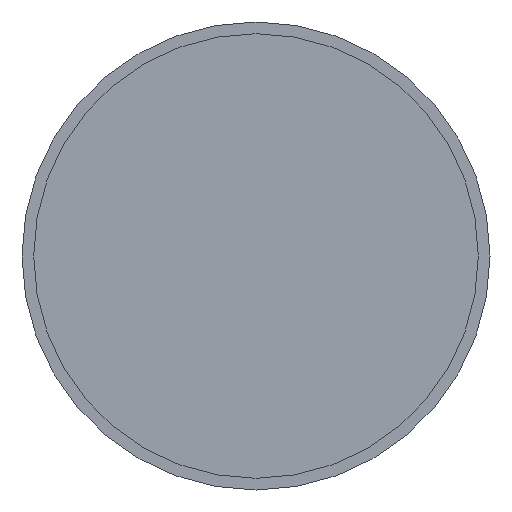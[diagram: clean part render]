
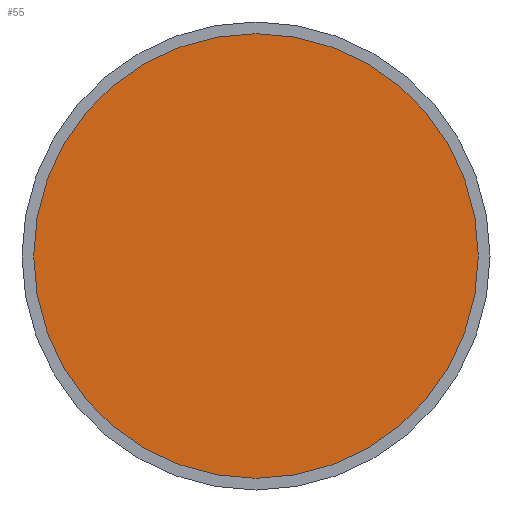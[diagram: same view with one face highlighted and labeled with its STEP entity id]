
A CAD part, front view. The second image highlights one B-rep face of the part: STEP entity #55.
In plain terms, the highlighted planar face has unit normal (0, -1, 0).
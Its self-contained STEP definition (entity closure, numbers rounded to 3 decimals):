
#55 = ADVANCED_FACE( '', ( #127 ), #128, .F. );
#127 = FACE_OUTER_BOUND( '', #259, .T. );
#128 = PLANE( '', #260 );
#259 = EDGE_LOOP( '', ( #357 ) );
#260 = AXIS2_PLACEMENT_3D( '', #358, #359, #360 );
#357 = ORIENTED_EDGE( '', *, *, #518, .T. );
#358 = CARTESIAN_POINT( '', ( 38., -3., 0. ) );
#359 = DIRECTION( '', ( 0., 1., 0. ) );
#360 = DIRECTION( '', ( 0., 0., 1. ) );
#518 = EDGE_CURVE( '', #585, #585, #586, .T. );
#585 = VERTEX_POINT( '', #672 );
#586 = CIRCLE( '', #673, 38. );
#672 = CARTESIAN_POINT( '', ( 0., -3., -38. ) );
#673 = AXIS2_PLACEMENT_3D( '', #766, #767, #768 );
#766 = CARTESIAN_POINT( '', ( 0., -3., 0. ) );
#767 = DIRECTION( '', ( 0., -1., 0. ) );
#768 = DIRECTION( '', ( 0., 0., -1. ) );
